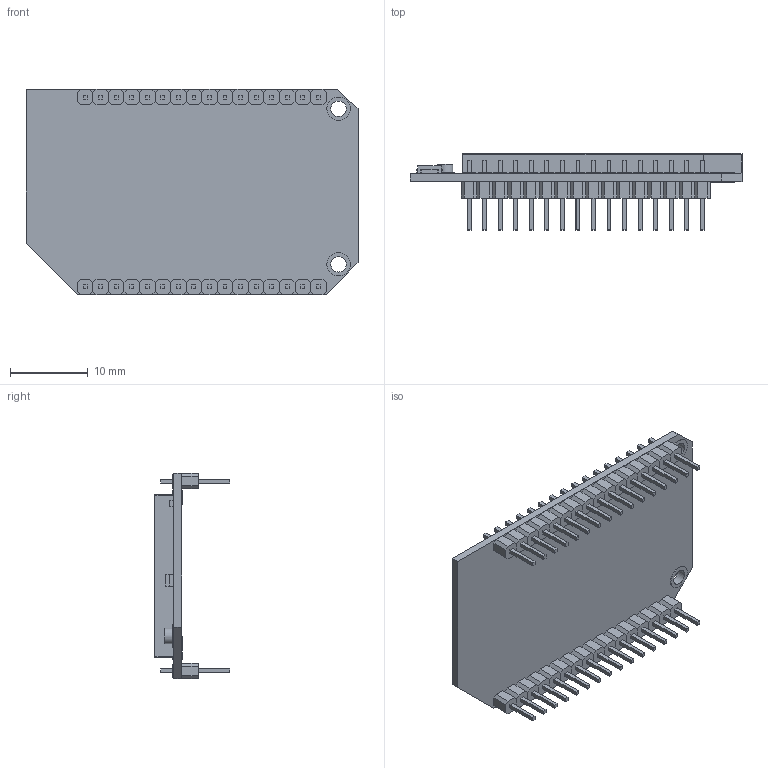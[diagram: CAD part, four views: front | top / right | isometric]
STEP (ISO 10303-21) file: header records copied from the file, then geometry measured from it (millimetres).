
FILE_DESCRIPTION(('HOOPS Exchange Step'),'2;1');
FILE_NAME('Onion Omega2+.step','2017-12-28T22:14:27+00:00',('SYSTEM'),('Unknown organisation'),'HOOPS Exchange 10.0','HOOPS Exchange','Unknown authorisation');
FILE_SCHEMA( ('AUTOMOTIVE_DESIGN { 1 0 10303 214 1 1 1 1 }') );
Length unit declared in the file: millimetre
Products named in the file (2): Default; Onion Omega2+
Assembly tree (1 placements, depth 2):
  Onion Omega2+
    Default
Bounding box: 42.7 x 9.74 x 26.4 mm (x, y, z)
Volume: 1524.5 mm3; surface area: 5997.2 mm2
Topology: 102 solids, 102 shells, 1077 faces, 2664 edges, 1801 vertices
Faces by surface type: plane 1035, cylinder 41, sphere 1
Full cylindrical faces by diameter (mm): 0.394 x1, 1.7 x32, 1.9 x1, 2 x3, 3 x4
Entity records: 31913 total; most frequent: CARTESIAN_POINT 5545, ORIENTED_EDGE 5328, DIRECTION 4986, EDGE_CURVE 2664, VECTOR 2502, LINE 2502, VERTEX_POINT 1801, EDGE_LOOP 1283
